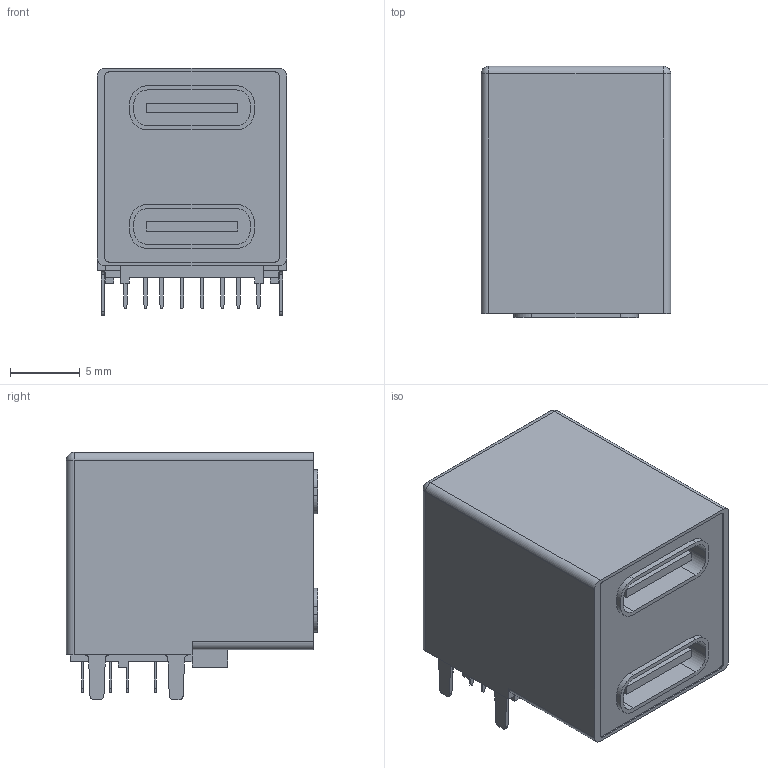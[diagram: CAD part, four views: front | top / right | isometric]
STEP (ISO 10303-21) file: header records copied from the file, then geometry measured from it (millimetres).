
FILE_DESCRIPTION(('FreeCAD Model'),'2;1');
FILE_NAME('Open CASCADE Shape Model','2025-08-29T16:55:13',( 'Peter S. Hollander'),('https://gitlab.com/recursivenomad/'), 'Open CASCADE STEP processor 7.8','FreeCAD','Unknown');
FILE_SCHEMA(('AUTOMOTIVE_DESIGN { 1 0 10303 214 1 1 1 1 }'));
Length unit declared in the file: millimetre
Products named in the file (2): USB_C_Receptacle_CviLux_CU36SASCLA004-LF; CU3616SASCLA004-LF
Assembly tree (1 placements, depth 2):
  USB_C_Receptacle_CviLux_CU36SASCLA004-LF
    CU3616SASCLA004-LF
Bounding box: 13.6 x 18 x 17.7 mm (x, y, z)
Volume: 3356.3 mm3; surface area: 1842.3 mm2
Topology: 1 solids, 1 shells, 358 faces, 929 edges, 614 vertices
Faces by surface type: plane 313, cylinder 43, sphere 2
Entity records: 11047 total; most frequent: CARTESIAN_POINT 1901, ORIENTED_EDGE 1854, DIRECTION 1733, EDGE_CURVE 927, LINE 841, VECTOR 841, VERTEX_POINT 614, AXIS2_PLACEMENT_3D 446
